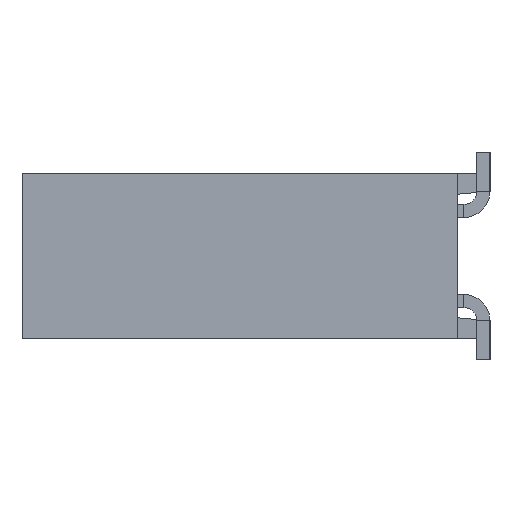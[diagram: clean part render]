
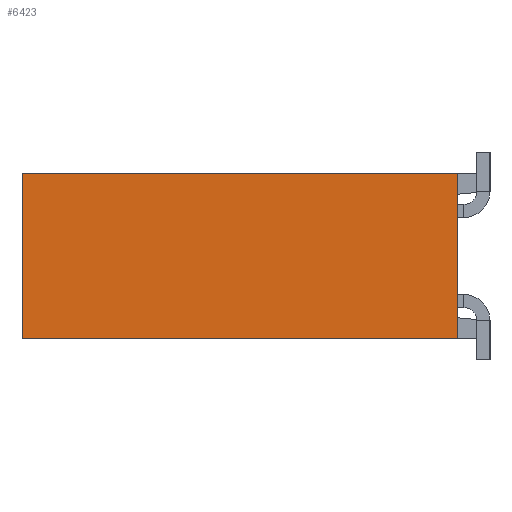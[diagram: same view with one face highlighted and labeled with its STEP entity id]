
A CAD part, left-side view. The second image highlights one B-rep face of the part: STEP entity #6423.
In plain terms, the highlighted planar face has unit normal (-1, 0, 0).
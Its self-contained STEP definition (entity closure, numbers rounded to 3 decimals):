
#1=DIRECTION('',(0.,0.,-1.));
#2=VECTOR('',#1,2.54);
#3=CARTESIAN_POINT('',(-15.2,0.,1.27));
#4=LINE('4089',#3,#2);
#209=DIRECTION('',(0.,0.,-1.));
#210=VECTOR('',#209,2.54);
#211=CARTESIAN_POINT('',(-15.2,-6.7,1.27));
#212=LINE('4275',#211,#210);
#213=DIRECTION('',(0.,-1.,0.));
#214=VECTOR('',#213,6.7);
#215=CARTESIAN_POINT('',(-15.2,0.,1.27));
#216=LINE('4359',#215,#214);
#917=DIRECTION('',(0.,-1.,0.));
#918=VECTOR('',#917,6.7);
#919=CARTESIAN_POINT('',(-15.2,0.,-1.27));
#920=LINE('4524',#919,#918);
#4849=CARTESIAN_POINT('',(-15.2,0.,1.27));
#4850=CARTESIAN_POINT('',(-15.2,0.,-1.27));
#4851=VERTEX_POINT('',#4849);
#4852=VERTEX_POINT('',#4850);
#5137=CARTESIAN_POINT('',(-15.2,-6.7,1.27));
#5138=CARTESIAN_POINT('',(-15.2,-6.7,-1.27));
#5139=VERTEX_POINT('',#5137);
#5140=VERTEX_POINT('',#5138);
#6409=CARTESIAN_POINT('',(-15.2,0.,1.27));
#6410=DIRECTION('',(-1.,0.,0.));
#6411=DIRECTION('',(0.,0.,-1.));
#6412=AXIS2_PLACEMENT_3D('',#6409,#6410,#6411);
#6413=PLANE('3577',#6412);
#6415=ORIENTED_EDGE('4275',*,*,#6414,.T.);
#6417=ORIENTED_EDGE('4524',*,*,#6416,.F.);
#6418=ORIENTED_EDGE('4089',*,*,#6278,.F.);
#6420=ORIENTED_EDGE('4359',*,*,#6419,.T.);
#6421=EDGE_LOOP('3577',(#6415,#6417,#6418,#6420));
#6422=FACE_OUTER_BOUND('3577',#6421,.F.);
#6423=ADVANCED_FACE('3577',(#6422),#6413,.T.);
#6278=EDGE_CURVE('4089',#4851,#4852,#4,.T.);
#6414=EDGE_CURVE('4275',#5139,#5140,#212,.T.);
#6416=EDGE_CURVE('4524',#4852,#5140,#920,.T.);
#6419=EDGE_CURVE('4359',#4851,#5139,#216,.T.);
